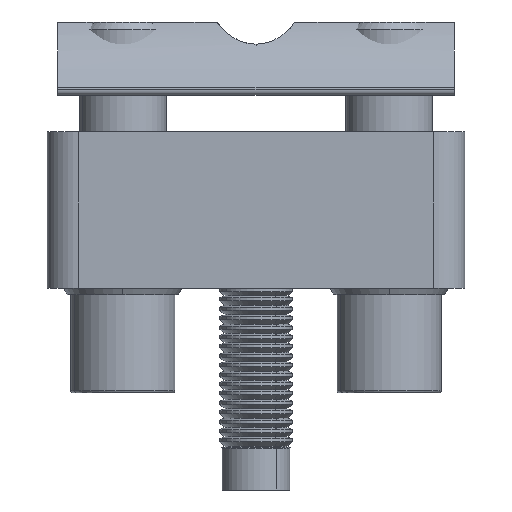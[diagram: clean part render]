
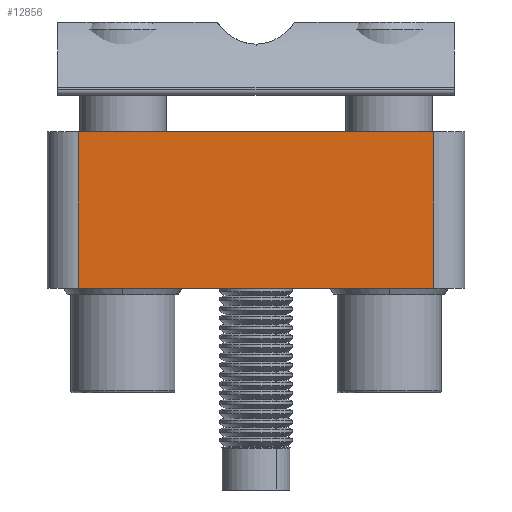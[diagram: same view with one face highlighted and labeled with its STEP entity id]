
A CAD part, left-side view. The second image highlights one B-rep face of the part: STEP entity #12856.
In plain terms, the highlighted planar face has unit normal (-1, 0, 0).
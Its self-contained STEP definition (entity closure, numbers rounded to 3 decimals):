
#511 = CARTESIAN_POINT ( 'NONE',  ( -20., 17., 15. ) ) ;
#816 = ORIENTED_EDGE ( 'NONE', *, *, #12487, .F. ) ;
#1292 = DIRECTION ( 'NONE',  ( 1., 0., 0. ) ) ;
#1853 = DIRECTION ( 'NONE',  ( 0., 0., -1. ) ) ;
#1926 = ORIENTED_EDGE ( 'NONE', *, *, #5479, .T. ) ;
#2272 = LINE ( 'NONE', #11964, #13522 ) ;
#2723 = VERTEX_POINT ( 'NONE', #10056 ) ;
#3085 = VERTEX_POINT ( 'NONE', #511 ) ;
#4191 = EDGE_CURVE ( 'NONE', #7579, #4959, #7185, .T. ) ;
#4230 = DIRECTION ( 'NONE',  ( 0., -1., 0. ) ) ;
#4286 = VECTOR ( 'NONE', #4230, 1000. ) ;
#4899 = CARTESIAN_POINT ( 'NONE',  ( -20., 17., 15. ) ) ;
#4959 = VERTEX_POINT ( 'NONE', #7928 ) ;
#5054 = LINE ( 'NONE', #8363, #13728 ) ;
#5169 = FACE_OUTER_BOUND ( 'NONE', #10812, .T. ) ;
#5456 = DIRECTION ( 'NONE',  ( 0., 0., -1. ) ) ;
#5479 = EDGE_CURVE ( 'NONE', #3085, #7579, #5054, .T. ) ;
#5594 = PLANE ( 'NONE',  #10652 ) ;
#5982 = DIRECTION ( 'NONE',  ( 0., -1., 0. ) ) ;
#6025 = VECTOR ( 'NONE', #5982, 1000. ) ;
#7185 = LINE ( 'NONE', #12921, #4286 ) ;
#7579 = VERTEX_POINT ( 'NONE', #11613 ) ;
#7808 = CARTESIAN_POINT ( 'NONE',  ( -20., 17., 15. ) ) ;
#7928 = CARTESIAN_POINT ( 'NONE',  ( -20., -17., 0. ) ) ;
#8363 = CARTESIAN_POINT ( 'NONE',  ( -20., 17., 15. ) ) ;
#8577 = ORIENTED_EDGE ( 'NONE', *, *, #10388, .F. ) ;
#8898 = DIRECTION ( 'NONE',  ( 0., 0., -1. ) ) ;
#10056 = CARTESIAN_POINT ( 'NONE',  ( -20., -17., 15. ) ) ;
#10388 = EDGE_CURVE ( 'NONE', #2723, #4959, #2272, .T. ) ;
#10652 = AXIS2_PLACEMENT_3D ( 'NONE', #7808, #1292, #8898 ) ;
#10812 = EDGE_LOOP ( 'NONE', ( #11800, #8577, #816, #1926 ) ) ;
#11613 = CARTESIAN_POINT ( 'NONE',  ( -20., 17., 0. ) ) ;
#11800 = ORIENTED_EDGE ( 'NONE', *, *, #4191, .T. ) ;
#11813 = LINE ( 'NONE', #4899, #6025 ) ;
#11964 = CARTESIAN_POINT ( 'NONE',  ( -20., -17., 15. ) ) ;
#12487 = EDGE_CURVE ( 'NONE', #3085, #2723, #11813, .T. ) ;
#12856 = ADVANCED_FACE ( 'NONE', ( #5169 ), #5594, .F. ) ;
#12921 = CARTESIAN_POINT ( 'NONE',  ( -20., 17., 0. ) ) ;
#13522 = VECTOR ( 'NONE', #5456, 1000. ) ;
#13728 = VECTOR ( 'NONE', #1853, 1000. ) ;
